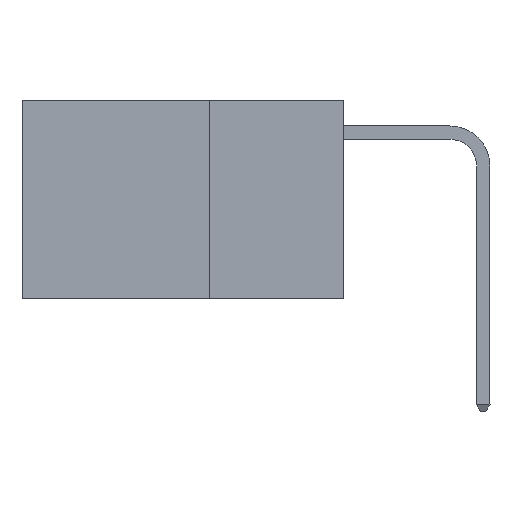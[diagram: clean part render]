
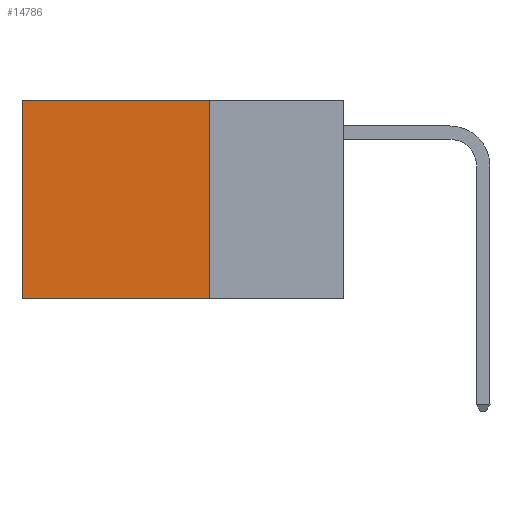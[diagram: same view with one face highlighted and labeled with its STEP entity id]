
A CAD part, left-side view. The second image highlights one B-rep face of the part: STEP entity #14786.
In plain terms, the highlighted planar face has unit normal (-1, 0, 0).
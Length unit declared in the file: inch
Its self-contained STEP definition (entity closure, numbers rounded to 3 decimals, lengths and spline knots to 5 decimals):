
#578 = LINE ( 'NONE', #5254, #14841 ) ;
#664 = VECTOR ( 'NONE', #11676, 39.37008 ) ;
#1041 = ORIENTED_EDGE ( 'NONE', *, *, #4540, .F. ) ;
#1120 = PLANE ( 'NONE',  #11194 ) ;
#1922 = LINE ( 'NONE', #14943, #13070 ) ;
#2659 = VERTEX_POINT ( 'NONE', #3655 ) ;
#3029 = CARTESIAN_POINT ( 'NONE',  ( 0.2625, 0.6, 0. ) ) ;
#3083 = DIRECTION ( 'NONE',  ( 0., 1., 0. ) ) ;
#3655 = CARTESIAN_POINT ( 'NONE',  ( 0.2625, 0.25, -0.37 ) ) ;
#3984 = CARTESIAN_POINT ( 'NONE',  ( 0.2625, 0.6, -0.37 ) ) ;
#4450 = CARTESIAN_POINT ( 'NONE',  ( 0.2625, 0.25, 0. ) ) ;
#4540 = EDGE_CURVE ( 'NONE', #2659, #8703, #578, .T. ) ;
#5254 = CARTESIAN_POINT ( 'NONE',  ( 0.2625, 0.25, -0.37 ) ) ;
#5378 = VERTEX_POINT ( 'NONE', #8434 ) ;
#5828 = CARTESIAN_POINT ( 'NONE',  ( 0.2625, 0.6, 0. ) ) ;
#6833 = DIRECTION ( 'NONE',  ( 1., 0., 0. ) ) ;
#6940 = LINE ( 'NONE', #5828, #664 ) ;
#7530 = DIRECTION ( 'NONE',  ( 0., 1., 0. ) ) ;
#7575 = ORIENTED_EDGE ( 'NONE', *, *, #7864, .T. ) ;
#7864 = EDGE_CURVE ( 'NONE', #5378, #12585, #1922, .T. ) ;
#8434 = CARTESIAN_POINT ( 'NONE',  ( 0.2625, 0.25, 0. ) ) ;
#8703 = VERTEX_POINT ( 'NONE', #3984 ) ;
#8991 = EDGE_CURVE ( 'NONE', #5378, #2659, #15134, .T. ) ;
#9219 = DIRECTION ( 'NONE',  ( 0., 0., -1. ) ) ;
#9320 = EDGE_LOOP ( 'NONE', ( #12286, #1041, #14018, #7575 ) ) ;
#9478 = EDGE_CURVE ( 'NONE', #12585, #8703, #6940, .T. ) ;
#11194 = AXIS2_PLACEMENT_3D ( 'NONE', #15406, #6833, #11562 ) ;
#11562 = DIRECTION ( 'NONE',  ( 0., 0., -1. ) ) ;
#11676 = DIRECTION ( 'NONE',  ( 0., 0., -1. ) ) ;
#12286 = ORIENTED_EDGE ( 'NONE', *, *, #9478, .T. ) ;
#12338 = VECTOR ( 'NONE', #9219, 39.37008 ) ;
#12585 = VERTEX_POINT ( 'NONE', #3029 ) ;
#12973 = FACE_OUTER_BOUND ( 'NONE', #9320, .T. ) ;
#13070 = VECTOR ( 'NONE', #3083, 39.37008 ) ;
#14018 = ORIENTED_EDGE ( 'NONE', *, *, #8991, .F. ) ;
#14786 = ADVANCED_FACE ( 'NONE', ( #12973 ), #1120, .F. ) ;
#14841 = VECTOR ( 'NONE', #7530, 39.37008 ) ;
#14943 = CARTESIAN_POINT ( 'NONE',  ( 0.2625, 0.25, 0. ) ) ;
#15134 = LINE ( 'NONE', #4450, #12338 ) ;
#15406 = CARTESIAN_POINT ( 'NONE',  ( 0.2625, 0.25, 0. ) ) ;
